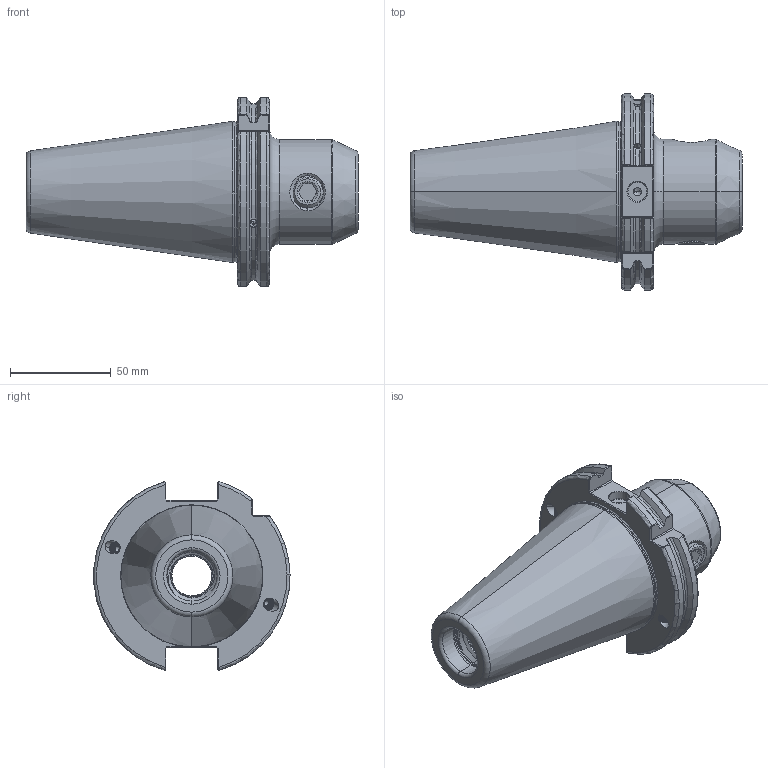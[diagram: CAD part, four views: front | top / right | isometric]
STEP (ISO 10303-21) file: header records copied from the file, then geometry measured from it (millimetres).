
FILE_DESCRIPTION (( 'STEP AP203' ), '1' );
FILE_NAME ('503.04.20.K.STEP', '2016-11-25T08:31:52', ( '' ), ( '' ), 'SwSTEP 2.0', 'SolidWorks 2012', '' );
FILE_SCHEMA (( 'CONFIG_CONTROL_DESIGN' ));
Length unit declared in the file: millimetre
Products named in the file (4): 503.04.20.K; 2-02511019U1_d19.8x2.4(側固出水20); 側固16_M16x2_16L
Assembly tree (3 placements, depth 2):
  503.04.20.K
    503.04.20.K
    2-02511019U1_d19.8x2.4(側固出水20)
    側固16_M16x2_16L
Bounding box: 164.75 x 97.33 x 93.81 mm (x, y, z)
Volume: 388655 mm3; surface area: 59237.2 mm2
Topology: 3 solids, 3 shells, 394 faces, 1067 edges, 669 vertices
Faces by surface type: cylinder 159, plane 95, torus 56, bspline 41, cone 41, sphere 2
Entity records: 31425 total; most frequent: CARTESIAN_POINT 22202, ORIENTED_EDGE 2102, DIRECTION 1559, EDGE_CURVE 1051, VERTEX_POINT 669, AXIS2_PLACEMENT_3D 623, EDGE_LOOP 414, ADVANCED_FACE 394
